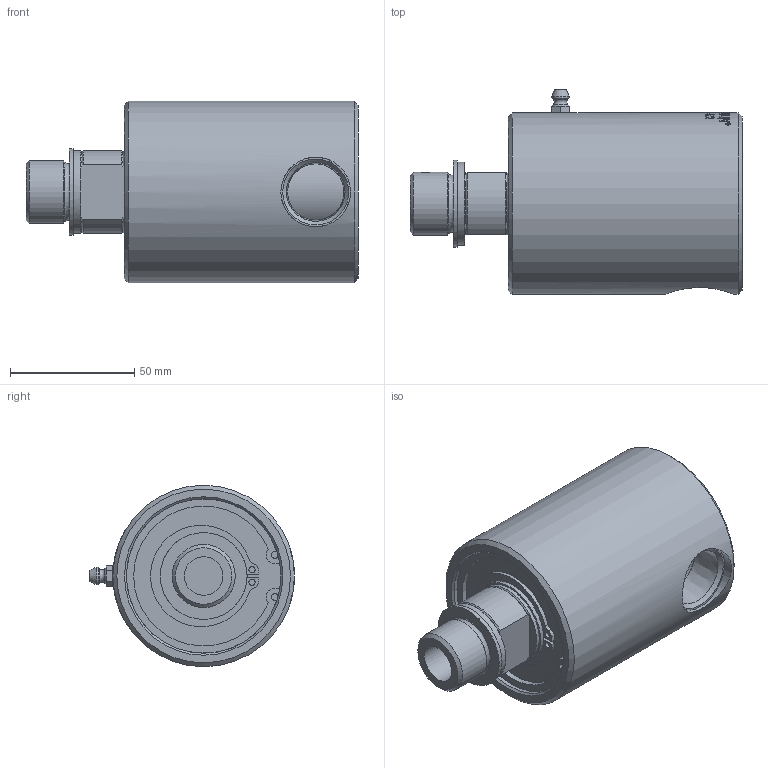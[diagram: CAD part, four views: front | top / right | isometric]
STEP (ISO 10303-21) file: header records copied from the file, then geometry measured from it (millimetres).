
FILE_DESCRIPTION(/* description */ (''),/* implementation_level */ '2;1');
FILE_NAME(/* name */ '250-095-172-IC.stp',/* time_stamp */ '2020-05-19T10:34:27-05:00',/* author */ ('GALINDOLM'),/* organization */ (''),/* preprocessor_version */ 'ST-DEVELOPER v18',/* originating_system */ 'Autodesk Inventor 2020',/* authorisation */ '');
FILE_SCHEMA (('AUTOMOTIVE_DESIGN { 1 0 10303 214 3 1 1 }'));
Length unit declared in the file: millimetre
Products named in the file (1): 250-095-172-IC
Bounding box: 133.5 x 82.38 x 73 mm (x, y, z)
Volume: 389034.2 mm3; surface area: 41460.7 mm2
Topology: 1 solids, 1 shells, 385 faces, 1024 edges, 683 vertices
Faces by surface type: bspline 214, plane 82, cylinder 63, cone 23, torus 3
Full cylindrical faces by diameter (mm): 2.5 x2, 2.794 x2, 4.6 x1, 6.325 x1, 15.5 x1, 22.631 x1, 25.356 x1, 25.4 x1, 28 x1, 32.78 x1, 33.3 x2, 34.85 x1, 34.9 x1, 62.1 x1, 66.9 x1, 73 x1
Entity records: 16764 total; most frequent: CARTESIAN_POINT 8385, ORIENTED_EDGE 2046, DIRECTION 1055, EDGE_CURVE 1023, VERTEX_POINT 683, B_SPLINE_CURVE_WITH_KNOTS 471, EDGE_LOOP 430, FACE_OUTER_BOUND 385
